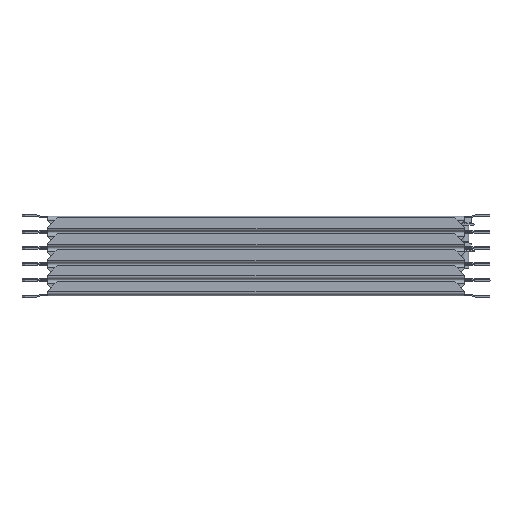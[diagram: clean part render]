
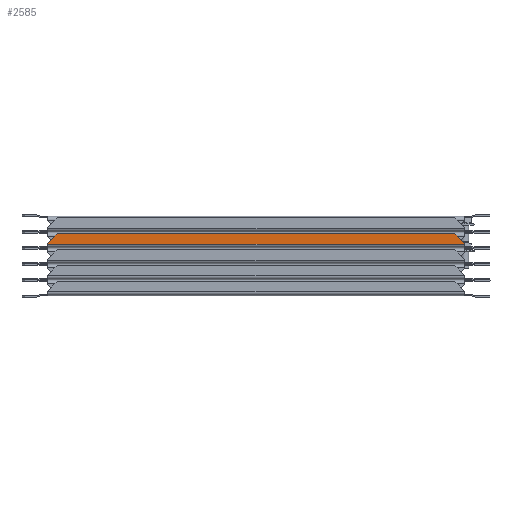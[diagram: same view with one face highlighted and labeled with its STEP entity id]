
A CAD part, front view. The second image highlights one B-rep face of the part: STEP entity #2585.
In plain terms, the highlighted planar face has unit normal (0, -1, 0).
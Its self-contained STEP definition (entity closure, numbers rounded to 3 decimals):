
#110 = VECTOR ( 'NONE', #4280, 1000. ) ;
#261 = CARTESIAN_POINT ( 'NONE',  ( -187., -15.9, -11.6 ) ) ;
#287 = CARTESIAN_POINT ( 'NONE',  ( 196., -15.9, -2. ) ) ;
#594 = DIRECTION ( 'NONE',  ( 0., 0., -1. ) ) ;
#640 = VECTOR ( 'NONE', #5376, 1000. ) ;
#745 = LINE ( 'NONE', #287, #4270 ) ;
#777 = EDGE_CURVE ( 'NONE', #2869, #4648, #1001, .T. ) ;
#1001 = LINE ( 'NONE', #261, #1368 ) ;
#1138 = ORIENTED_EDGE ( 'NONE', *, *, #3519, .F. ) ;
#1216 = DIRECTION ( 'NONE',  ( 0.707, 0., 0.707 ) ) ;
#1274 = VECTOR ( 'NONE', #1216, 1000. ) ;
#1315 = DIRECTION ( 'NONE',  ( 1., 0., 0. ) ) ;
#1324 = VERTEX_POINT ( 'NONE', #4444 ) ;
#1335 = EDGE_LOOP ( 'NONE', ( #2484, #2048, #2186, #5176, #1138, #4266 ) ) ;
#1368 = VECTOR ( 'NONE', #6122, 1000. ) ;
#1882 = VERTEX_POINT ( 'NONE', #3011 ) ;
#1886 = LINE ( 'NONE', #5098, #1274 ) ;
#2048 = ORIENTED_EDGE ( 'NONE', *, *, #3224, .T. ) ;
#2098 = CARTESIAN_POINT ( 'NONE',  ( 196., -15.9, -2.6 ) ) ;
#2127 = VERTEX_POINT ( 'NONE', #2685 ) ;
#2186 = ORIENTED_EDGE ( 'NONE', *, *, #3583, .F. ) ;
#2278 = CARTESIAN_POINT ( 'NONE',  ( -196., -15.9, -2.6 ) ) ;
#2413 = VECTOR ( 'NONE', #4387, 1000. ) ;
#2484 = ORIENTED_EDGE ( 'NONE', *, *, #5338, .F. ) ;
#2585 = ADVANCED_FACE ( 'NONE', ( #5741 ), #3473, .F. ) ;
#2685 = CARTESIAN_POINT ( 'NONE',  ( -196., -15.9, -2. ) ) ;
#2719 = LINE ( 'NONE', #4922, #2413 ) ;
#2858 = EDGE_CURVE ( 'NONE', #2127, #1882, #745, .T. ) ;
#2869 = VERTEX_POINT ( 'NONE', #2278 ) ;
#2921 = CARTESIAN_POINT ( 'NONE',  ( -196., -15.9, -11.6 ) ) ;
#3011 = CARTESIAN_POINT ( 'NONE',  ( 196., -15.9, -2. ) ) ;
#3031 = DIRECTION ( 'NONE',  ( 0., 1., 0. ) ) ;
#3093 = LINE ( 'NONE', #2921, #640 ) ;
#3224 = EDGE_CURVE ( 'NONE', #1324, #4925, #1886, .T. ) ;
#3473 = PLANE ( 'NONE',  #5995 ) ;
#3481 = LINE ( 'NONE', #6250, #110 ) ;
#3519 = EDGE_CURVE ( 'NONE', #2869, #2127, #3481, .T. ) ;
#3583 = EDGE_CURVE ( 'NONE', #1882, #4925, #2719, .T. ) ;
#4266 = ORIENTED_EDGE ( 'NONE', *, *, #777, .T. ) ;
#4270 = VECTOR ( 'NONE', #1315, 1000. ) ;
#4280 = DIRECTION ( 'NONE',  ( 0., 0., 1. ) ) ;
#4387 = DIRECTION ( 'NONE',  ( 0., 0., -1. ) ) ;
#4444 = CARTESIAN_POINT ( 'NONE',  ( 187., -15.9, -11.6 ) ) ;
#4648 = VERTEX_POINT ( 'NONE', #5367 ) ;
#4922 = CARTESIAN_POINT ( 'NONE',  ( 196., -15.9, -11.6 ) ) ;
#4925 = VERTEX_POINT ( 'NONE', #2098 ) ;
#5098 = CARTESIAN_POINT ( 'NONE',  ( 196., -15.9, -2.6 ) ) ;
#5176 = ORIENTED_EDGE ( 'NONE', *, *, #2858, .F. ) ;
#5338 = EDGE_CURVE ( 'NONE', #1324, #4648, #3093, .T. ) ;
#5367 = CARTESIAN_POINT ( 'NONE',  ( -187., -15.9, -11.6 ) ) ;
#5376 = DIRECTION ( 'NONE',  ( -1., 0., 0. ) ) ;
#5463 = CARTESIAN_POINT ( 'NONE',  ( 196., -15.9, 0. ) ) ;
#5741 = FACE_OUTER_BOUND ( 'NONE', #1335, .T. ) ;
#5995 = AXIS2_PLACEMENT_3D ( 'NONE', #5463, #3031, #594 ) ;
#6122 = DIRECTION ( 'NONE',  ( 0.707, 0., -0.707 ) ) ;
#6250 = CARTESIAN_POINT ( 'NONE',  ( -196., -15.9, 0. ) ) ;
